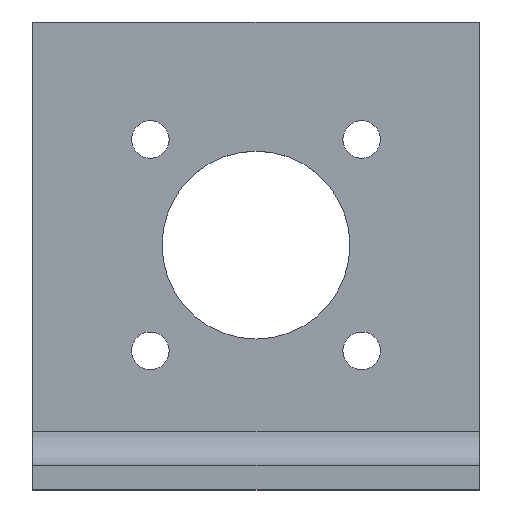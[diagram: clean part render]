
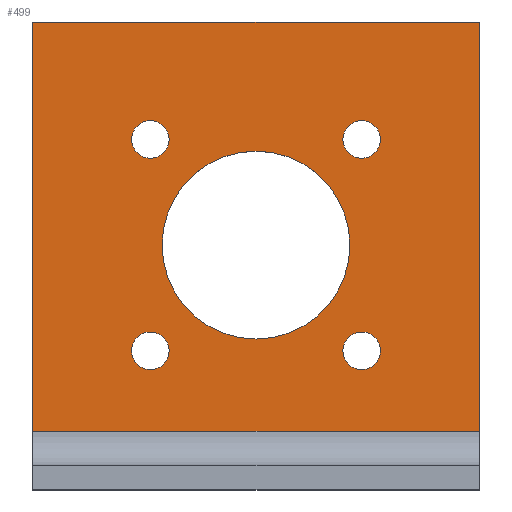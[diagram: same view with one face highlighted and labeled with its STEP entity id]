
A CAD part, top view. The second image highlights one B-rep face of the part: STEP entity #499.
In plain terms, the highlighted planar face has unit normal (0, 0, 1).
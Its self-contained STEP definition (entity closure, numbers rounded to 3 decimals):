
#5 = CARTESIAN_POINT ( 'NONE',  ( 19., 3., -17.358 ) ) ;
#32 = CARTESIAN_POINT ( 'NONE',  ( -9., 9.858, -17.358 ) ) ;
#47 = CARTESIAN_POINT ( 'NONE',  ( 9., 9.858, -17.358 ) ) ;
#69 = EDGE_LOOP ( 'NONE', ( #116, #624 ) ) ;
#71 = VERTEX_POINT ( 'NONE', #766 ) ;
#88 = CARTESIAN_POINT ( 'NONE',  ( -19., -35.142, -17.358 ) ) ;
#91 = DIRECTION ( 'NONE',  ( 0., 0., -1. ) ) ;
#108 = EDGE_CURVE ( 'NONE', #1186, #71, #1019, .T. ) ;
#112 = FACE_BOUND ( 'NONE', #69, .T. ) ;
#116 = ORIENTED_EDGE ( 'NONE', *, *, #896, .F. ) ;
#117 = DIRECTION ( 'NONE',  ( 0., -1., 0. ) ) ;
#121 = VERTEX_POINT ( 'NONE', #5 ) ;
#125 = DIRECTION ( 'NONE',  ( 0., -1., 0. ) ) ;
#128 = CIRCLE ( 'NONE', #1116, 1.6 ) ;
#137 = CARTESIAN_POINT ( 'NONE',  ( 9., 11.458, -17.358 ) ) ;
#138 = DIRECTION ( 'NONE',  ( 0., -1., 0. ) ) ;
#152 = AXIS2_PLACEMENT_3D ( 'NONE', #47, #457, #687 ) ;
#165 = EDGE_CURVE ( 'NONE', #691, #121, #603, .T. ) ;
#171 = ORIENTED_EDGE ( 'NONE', *, *, #247, .F. ) ;
#178 = ORIENTED_EDGE ( 'NONE', *, *, #1347, .F. ) ;
#195 = FACE_BOUND ( 'NONE', #609, .T. ) ;
#198 = ORIENTED_EDGE ( 'NONE', *, *, #730, .T. ) ;
#199 = AXIS2_PLACEMENT_3D ( 'NONE', #1220, #819, #396 ) ;
#221 = CIRCLE ( 'NONE', #304, 8. ) ;
#233 = DIRECTION ( 'NONE',  ( 0., 0., 1. ) ) ;
#234 = DIRECTION ( 'NONE',  ( 0., 0., 1. ) ) ;
#247 = EDGE_CURVE ( 'NONE', #1176, #1117, #1248, .T. ) ;
#259 = ORIENTED_EDGE ( 'NONE', *, *, #165, .T. ) ;
#268 = LINE ( 'NONE', #1113, #869 ) ;
#284 = EDGE_CURVE ( 'NONE', #1330, #1068, #1224, .T. ) ;
#287 = DIRECTION ( 'NONE',  ( 1., 0., 0. ) ) ;
#293 = DIRECTION ( 'NONE',  ( 0., -1., 0. ) ) ;
#304 = AXIS2_PLACEMENT_3D ( 'NONE', #1296, #234, #1188 ) ;
#310 = ORIENTED_EDGE ( 'NONE', *, *, #614, .F. ) ;
#324 = CIRCLE ( 'NONE', #199, 1.6 ) ;
#329 = VERTEX_POINT ( 'NONE', #1012 ) ;
#362 = VECTOR ( 'NONE', #287, 1000. ) ;
#364 = EDGE_CURVE ( 'NONE', #1068, #1330, #742, .T. ) ;
#391 = EDGE_LOOP ( 'NONE', ( #310, #178 ) ) ;
#396 = DIRECTION ( 'NONE',  ( 0., -1., 0. ) ) ;
#397 = EDGE_CURVE ( 'NONE', #121, #1186, #268, .T. ) ;
#416 = FACE_OUTER_BOUND ( 'NONE', #1140, .T. ) ;
#421 = CARTESIAN_POINT ( 'NONE',  ( 9., 27.858, -17.358 ) ) ;
#422 = CARTESIAN_POINT ( 'NONE',  ( -9., 27.858, -17.358 ) ) ;
#439 = EDGE_CURVE ( 'NONE', #495, #868, #1246, .T. ) ;
#453 = VERTEX_POINT ( 'NONE', #718 ) ;
#457 = DIRECTION ( 'NONE',  ( 0., 0., 1. ) ) ;
#468 = AXIS2_PLACEMENT_3D ( 'NONE', #648, #544, #125 ) ;
#477 = DIRECTION ( 'NONE',  ( 0., -1., 0. ) ) ;
#493 = CARTESIAN_POINT ( 'NONE',  ( 0., 18.858, -17.358 ) ) ;
#494 = CARTESIAN_POINT ( 'NONE',  ( 0., 26.858, -17.358 ) ) ;
#495 = VERTEX_POINT ( 'NONE', #708 ) ;
#499 = ADVANCED_FACE ( 'NONE', ( #628, #1053, #112, #523, #195, #416 ), #1136, .F. ) ;
#501 = DIRECTION ( 'NONE',  ( 0., 1., 0. ) ) ;
#504 = ORIENTED_EDGE ( 'NONE', *, *, #284, .F. ) ;
#509 = ORIENTED_EDGE ( 'NONE', *, *, #364, .F. ) ;
#515 = AXIS2_PLACEMENT_3D ( 'NONE', #32, #646, #732 ) ;
#517 = ORIENTED_EDGE ( 'NONE', *, *, #397, .T. ) ;
#521 = VECTOR ( 'NONE', #522, 1000. ) ;
#522 = DIRECTION ( 'NONE',  ( -1., 0., 0. ) ) ;
#523 = FACE_BOUND ( 'NONE', #391, .T. ) ;
#541 = AXIS2_PLACEMENT_3D ( 'NONE', #1028, #91, #501 ) ;
#544 = DIRECTION ( 'NONE',  ( 0., 0., 1. ) ) ;
#549 = DIRECTION ( 'NONE',  ( 0., -1., 0. ) ) ;
#555 = CARTESIAN_POINT ( 'NONE',  ( 9., 26.258, -17.358 ) ) ;
#583 = DIRECTION ( 'NONE',  ( 0., 1., 0. ) ) ;
#603 = LINE ( 'NONE', #931, #362 ) ;
#609 = EDGE_LOOP ( 'NONE', ( #171, #830 ) ) ;
#611 = DIRECTION ( 'NONE',  ( 0., -1., 0. ) ) ;
#614 = EDGE_CURVE ( 'NONE', #1252, #816, #128, .T. ) ;
#624 = ORIENTED_EDGE ( 'NONE', *, *, #1333, .F. ) ;
#628 = FACE_BOUND ( 'NONE', #1258, .T. ) ;
#634 = EDGE_CURVE ( 'NONE', #1117, #1176, #1072, .T. ) ;
#641 = CARTESIAN_POINT ( 'NONE',  ( 19., 37.858, -17.358 ) ) ;
#646 = DIRECTION ( 'NONE',  ( 0., 0., 1. ) ) ;
#648 = CARTESIAN_POINT ( 'NONE',  ( 9., 27.858, -17.358 ) ) ;
#676 = AXIS2_PLACEMENT_3D ( 'NONE', #421, #952, #117 ) ;
#687 = DIRECTION ( 'NONE',  ( 0., -1., 0. ) ) ;
#691 = VERTEX_POINT ( 'NONE', #802 ) ;
#696 = EDGE_LOOP ( 'NONE', ( #509, #504 ) ) ;
#706 = LINE ( 'NONE', #88, #1340 ) ;
#708 = CARTESIAN_POINT ( 'NONE',  ( 0., 10.858, -17.358 ) ) ;
#718 = CARTESIAN_POINT ( 'NONE',  ( -9., 29.458, -17.358 ) ) ;
#730 = EDGE_CURVE ( 'NONE', #71, #691, #706, .T. ) ;
#732 = DIRECTION ( 'NONE',  ( 0., -1., 0. ) ) ;
#739 = DIRECTION ( 'NONE',  ( 0., 0., 1. ) ) ;
#742 = CIRCLE ( 'NONE', #152, 1.6 ) ;
#766 = CARTESIAN_POINT ( 'NONE',  ( -19., 37.858, -17.358 ) ) ;
#802 = CARTESIAN_POINT ( 'NONE',  ( -19., 3., -17.358 ) ) ;
#816 = VERTEX_POINT ( 'NONE', #1131 ) ;
#819 = DIRECTION ( 'NONE',  ( 0., 0., 1. ) ) ;
#825 = AXIS2_PLACEMENT_3D ( 'NONE', #493, #840, #293 ) ;
#826 = AXIS2_PLACEMENT_3D ( 'NONE', #1202, #900, #477 ) ;
#830 = ORIENTED_EDGE ( 'NONE', *, *, #634, .F. ) ;
#840 = DIRECTION ( 'NONE',  ( 0., 0., 1. ) ) ;
#843 = ORIENTED_EDGE ( 'NONE', *, *, #439, .F. ) ;
#868 = VERTEX_POINT ( 'NONE', #494 ) ;
#869 = VECTOR ( 'NONE', #583, 1000. ) ;
#896 = EDGE_CURVE ( 'NONE', #329, #453, #324, .T. ) ;
#900 = DIRECTION ( 'NONE',  ( 0., 0., 1. ) ) ;
#931 = CARTESIAN_POINT ( 'NONE',  ( 0., 3., -17.358 ) ) ;
#952 = DIRECTION ( 'NONE',  ( 0., 0., 1. ) ) ;
#973 = EDGE_CURVE ( 'NONE', #868, #495, #221, .T. ) ;
#995 = CARTESIAN_POINT ( 'NONE',  ( 9., 8.258, -17.358 ) ) ;
#1012 = CARTESIAN_POINT ( 'NONE',  ( -9., 26.258, -17.358 ) ) ;
#1019 = LINE ( 'NONE', #1155, #521 ) ;
#1023 = CIRCLE ( 'NONE', #1180, 1.6 ) ;
#1028 = CARTESIAN_POINT ( 'NONE',  ( 0., -17.642, -17.358 ) ) ;
#1053 = FACE_BOUND ( 'NONE', #696, .T. ) ;
#1067 = CARTESIAN_POINT ( 'NONE',  ( -9., 9.858, -17.358 ) ) ;
#1068 = VERTEX_POINT ( 'NONE', #995 ) ;
#1072 = CIRCLE ( 'NONE', #468, 1.6 ) ;
#1093 = CIRCLE ( 'NONE', #515, 1.6 ) ;
#1107 = CARTESIAN_POINT ( 'NONE',  ( 9., 29.458, -17.358 ) ) ;
#1113 = CARTESIAN_POINT ( 'NONE',  ( 19., -35.142, -17.358 ) ) ;
#1116 = AXIS2_PLACEMENT_3D ( 'NONE', #1067, #739, #138 ) ;
#1117 = VERTEX_POINT ( 'NONE', #1107 ) ;
#1131 = CARTESIAN_POINT ( 'NONE',  ( -9., 11.458, -17.358 ) ) ;
#1136 = PLANE ( 'NONE',  #541 ) ;
#1140 = EDGE_LOOP ( 'NONE', ( #198, #259, #517, #1197 ) ) ;
#1155 = CARTESIAN_POINT ( 'NONE',  ( -19., 37.858, -17.358 ) ) ;
#1176 = VERTEX_POINT ( 'NONE', #555 ) ;
#1180 = AXIS2_PLACEMENT_3D ( 'NONE', #422, #233, #549 ) ;
#1186 = VERTEX_POINT ( 'NONE', #641 ) ;
#1188 = DIRECTION ( 'NONE',  ( 0., -1., 0. ) ) ;
#1194 = CARTESIAN_POINT ( 'NONE',  ( -9., 8.258, -17.358 ) ) ;
#1197 = ORIENTED_EDGE ( 'NONE', *, *, #108, .T. ) ;
#1202 = CARTESIAN_POINT ( 'NONE',  ( 9., 9.858, -17.358 ) ) ;
#1220 = CARTESIAN_POINT ( 'NONE',  ( -9., 27.858, -17.358 ) ) ;
#1224 = CIRCLE ( 'NONE', #826, 1.6 ) ;
#1246 = CIRCLE ( 'NONE', #825, 8. ) ;
#1248 = CIRCLE ( 'NONE', #676, 1.6 ) ;
#1252 = VERTEX_POINT ( 'NONE', #1194 ) ;
#1258 = EDGE_LOOP ( 'NONE', ( #843, #1263 ) ) ;
#1263 = ORIENTED_EDGE ( 'NONE', *, *, #973, .F. ) ;
#1296 = CARTESIAN_POINT ( 'NONE',  ( 0., 18.858, -17.358 ) ) ;
#1330 = VERTEX_POINT ( 'NONE', #137 ) ;
#1333 = EDGE_CURVE ( 'NONE', #453, #329, #1023, .T. ) ;
#1340 = VECTOR ( 'NONE', #611, 1000. ) ;
#1347 = EDGE_CURVE ( 'NONE', #816, #1252, #1093, .T. ) ;
